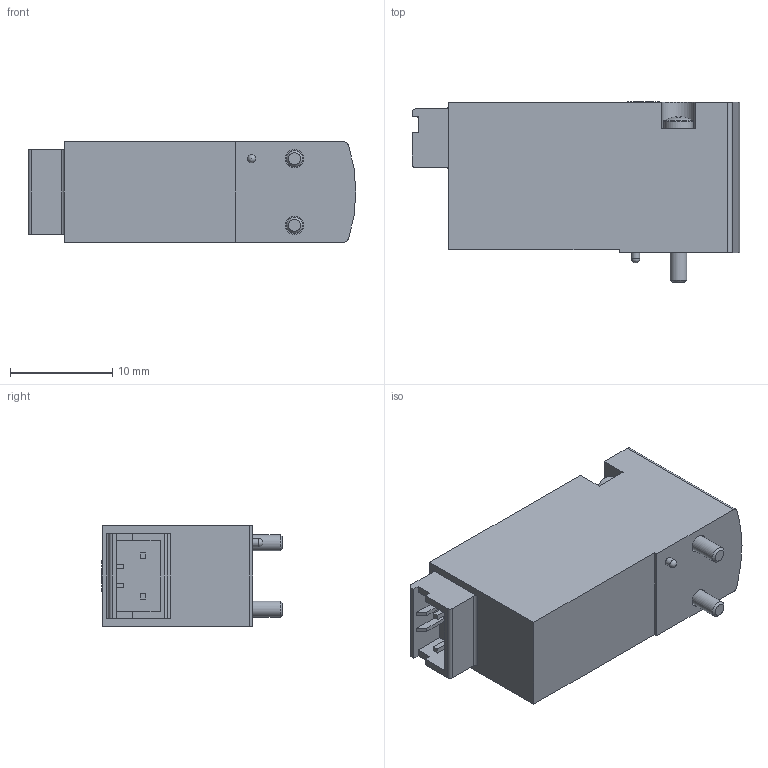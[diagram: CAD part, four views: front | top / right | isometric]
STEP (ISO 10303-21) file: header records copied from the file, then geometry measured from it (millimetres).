
FILE_DESCRIPTION(/* description */ ('STEP AP214'),/* implementation_level */ '2;1');
FILE_NAME(/* name */ '197020_MHA1-M1H-3_2O-06-HC',/* time_stamp */ '2024-08-30T19:42:32+02:00',/* author */ ('License CC BY-ND 4.0'),/* organization */ ('CADENAS'),/* preprocessor_version */ 'ST-DEVELOPER v19.3',/* originating_system */ 'PARTsolutions',/* authorisation */ ' ');
FILE_SCHEMA (('AUTOMOTIVE_DESIGN {1 0 10303 214 3 1 1}'));
Length unit declared in the file: millimetre
Products named in the file (3): 197020 MHA1-M1H-3/2O-0,6-HC; 197020 MHA1-M1H-3/2O-0,6-HC_p; 645502 M1.6X15
Assembly tree (3 placements, depth 2):
  197020 MHA1-M1H-3/2O-0,6-HC
    197020 MHA1-M1H-3/2O-0,6-HC_p
    645502 M1.6X15  x2
Bounding box: 32.05 x 17.68 x 9.8 mm (x, y, z)
Volume: 4027.6 mm3; surface area: 2171.2 mm2
Topology: 3 solids, 3 shells, 115 faces, 284 edges, 182 vertices
Faces by surface type: plane 82, cylinder 19, torus 8, cone 5, sphere 1
Full cylindrical faces by diameter (mm): 0.8 x1, 1.3 x2, 1.6 x2, 1.8 x2, 2.9 x2, 3.1 x1
Entity records: 3082 total; most frequent: CARTESIAN_POINT 485, DIRECTION 420, ORIENTED_EDGE 416, EDGE_CURVE 208, LINE 154, VECTOR 154, VERTEX_POINT 142, AXIS2_PLACEMENT_3D 133
